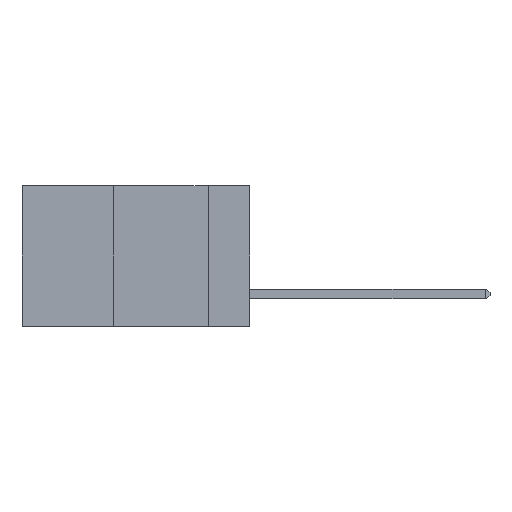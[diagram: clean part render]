
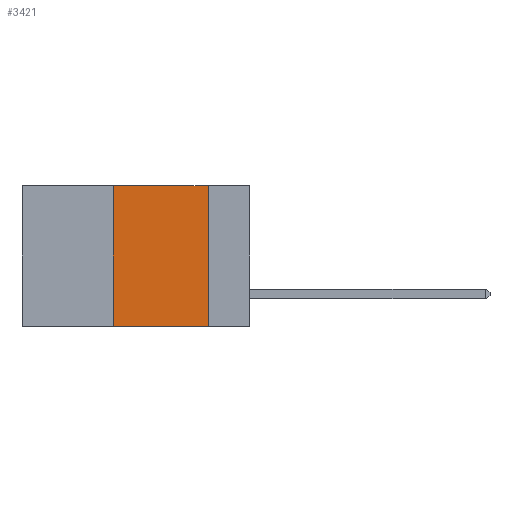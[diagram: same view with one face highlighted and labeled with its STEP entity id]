
A CAD part, left-side view. The second image highlights one B-rep face of the part: STEP entity #3421.
In plain terms, the highlighted planar face has unit normal (-1, 0, 0).
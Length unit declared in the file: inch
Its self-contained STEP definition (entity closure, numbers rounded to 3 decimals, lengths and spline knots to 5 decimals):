
#111 = CARTESIAN_POINT ( 'NONE',  ( 0., 0.6, -0.37 ) ) ;
#392 = CARTESIAN_POINT ( 'NONE',  ( 0., 0.11, -0.37 ) ) ;
#682 = CARTESIAN_POINT ( 'NONE',  ( 0., 0.6, 0. ) ) ;
#1174 = EDGE_CURVE ( 'NONE', #9403, #8206, #1717, .T. ) ;
#1717 = LINE ( 'NONE', #682, #10778 ) ;
#2085 = CARTESIAN_POINT ( 'NONE',  ( 0., 0.11, 0. ) ) ;
#2175 = VECTOR ( 'NONE', #6815, 39.37008 ) ;
#2485 = CARTESIAN_POINT ( 'NONE',  ( 0., 0.11, 0. ) ) ;
#3421 = ADVANCED_FACE ( 'NONE', ( #9030 ), #8089, .F. ) ;
#3723 = EDGE_LOOP ( 'NONE', ( #6761, #6796, #7444, #7497 ) ) ;
#3997 = VECTOR ( 'NONE', #7513, 39.37008 ) ;
#4081 = LINE ( 'NONE', #7856, #6500 ) ;
#4806 = CARTESIAN_POINT ( 'NONE',  ( 0., 0.36, -0.37 ) ) ;
#4865 = LINE ( 'NONE', #2085, #2175 ) ;
#4982 = EDGE_CURVE ( 'NONE', #10583, #9403, #4081, .T. ) ;
#5572 = EDGE_CURVE ( 'NONE', #8206, #10144, #4865, .T. ) ;
#6500 = VECTOR ( 'NONE', #8690, 39.37008 ) ;
#6761 = ORIENTED_EDGE ( 'NONE', *, *, #5572, .F. ) ;
#6796 = ORIENTED_EDGE ( 'NONE', *, *, #1174, .F. ) ;
#6815 = DIRECTION ( 'NONE',  ( 0., 0., -1. ) ) ;
#6952 = CARTESIAN_POINT ( 'NONE',  ( 0., 0.36, 0. ) ) ;
#7108 = AXIS2_PLACEMENT_3D ( 'NONE', #8059, #8043, #8027 ) ;
#7444 = ORIENTED_EDGE ( 'NONE', *, *, #4982, .F. ) ;
#7497 = ORIENTED_EDGE ( 'NONE', *, *, #9132, .T. ) ;
#7513 = DIRECTION ( 'NONE',  ( 0., -1., 0. ) ) ;
#7854 = DIRECTION ( 'NONE',  ( 0., -1., 0. ) ) ;
#7856 = CARTESIAN_POINT ( 'NONE',  ( 0., 0.36, 0. ) ) ;
#8027 = DIRECTION ( 'NONE',  ( 0., 0., -1. ) ) ;
#8043 = DIRECTION ( 'NONE',  ( 1., 0., 0. ) ) ;
#8059 = CARTESIAN_POINT ( 'NONE',  ( 0., 0.6, 0. ) ) ;
#8089 = PLANE ( 'NONE',  #7108 ) ;
#8206 = VERTEX_POINT ( 'NONE', #2485 ) ;
#8690 = DIRECTION ( 'NONE',  ( 0., 0., 1. ) ) ;
#9030 = FACE_OUTER_BOUND ( 'NONE', #3723, .T. ) ;
#9132 = EDGE_CURVE ( 'NONE', #10583, #10144, #10985, .T. ) ;
#9403 = VERTEX_POINT ( 'NONE', #6952 ) ;
#10144 = VERTEX_POINT ( 'NONE', #392 ) ;
#10583 = VERTEX_POINT ( 'NONE', #4806 ) ;
#10778 = VECTOR ( 'NONE', #7854, 39.37008 ) ;
#10985 = LINE ( 'NONE', #111, #3997 ) ;
